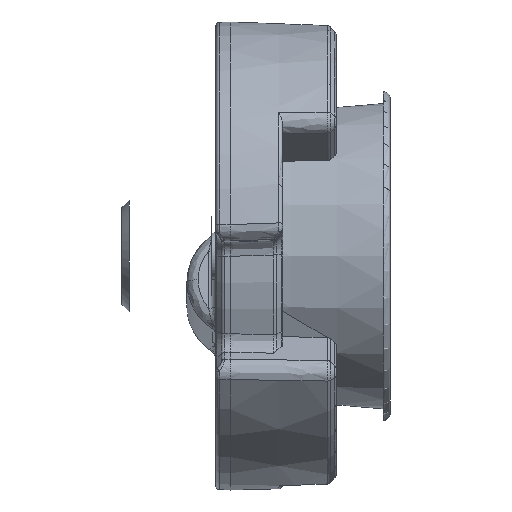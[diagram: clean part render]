
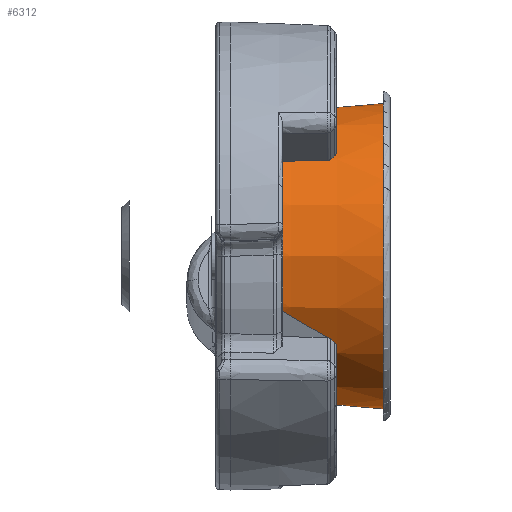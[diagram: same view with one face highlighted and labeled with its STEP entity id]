
A CAD part, front view. The second image highlights one B-rep face of the part: STEP entity #6312.
In plain terms, the highlighted conical face has half-angle 2 degrees and reference radius 10.586 mm.
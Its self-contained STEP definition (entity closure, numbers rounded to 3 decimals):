
#193=CONICAL_SURFACE('',#6860,10.586,0.035);
#442=B_SPLINE_CURVE_WITH_KNOTS('',3,(#13761,#13762,#13763,#13764,#13765,
#13766,#13767,#13768,#13769,#13770,#13771,#13772,#13773,#13774,#13775,#13776,
#13777,#13778),.UNSPECIFIED.,.F.,.F.,(4,2,2,2,2,2,2,2,4),(0.005,
0.155,0.309,0.463,0.617,
0.771,0.926,1.08,1.229),
 .UNSPECIFIED.);
#813=FACE_OUTER_BOUND('',#1225,.T.);
#1225=EDGE_LOOP('',(#4705,#4706,#4707,#4708,#4709,#4710,#4711,#4712));
#1594=LINE('',#13780,#1929);
#1929=VECTOR('',#7825,10.586);
#2308=CIRCLE('',#6792,10.25);
#2309=CIRCLE('',#6793,10.25);
#2341=CIRCLE('',#6861,10.586);
#2342=CIRCLE('',#6862,10.586);
#2343=CIRCLE('',#6863,10.586);
#2725=VERTEX_POINT('',#12125);
#2726=VERTEX_POINT('',#12127);
#2727=VERTEX_POINT('',#12129);
#2790=VERTEX_POINT('',#13779);
#2791=VERTEX_POINT('',#13781);
#2792=VERTEX_POINT('',#13783);
#3395=EDGE_CURVE('',#2726,#2725,#2308,.F.);
#3396=EDGE_CURVE('',#2727,#2726,#2309,.F.);
#3498=EDGE_CURVE('',#2727,#2725,#442,.F.);
#3499=EDGE_CURVE('',#2726,#2790,#1594,.T.);
#3500=EDGE_CURVE('',#2791,#2790,#2341,.F.);
#3501=EDGE_CURVE('',#2792,#2791,#2342,.F.);
#3502=EDGE_CURVE('',#2790,#2792,#2343,.F.);
#4705=ORIENTED_EDGE('',*,*,#3498,.F.);
#4706=ORIENTED_EDGE('',*,*,#3396,.T.);
#4707=ORIENTED_EDGE('',*,*,#3499,.T.);
#4708=ORIENTED_EDGE('',*,*,#3500,.F.);
#4709=ORIENTED_EDGE('',*,*,#3501,.F.);
#4710=ORIENTED_EDGE('',*,*,#3502,.F.);
#4711=ORIENTED_EDGE('',*,*,#3499,.F.);
#4712=ORIENTED_EDGE('',*,*,#3395,.T.);
#6312=ADVANCED_FACE('',(#813),#193,.F.);
#6792=AXIS2_PLACEMENT_3D('',#12128,#7665,#7666);
#6793=AXIS2_PLACEMENT_3D('',#12130,#7667,#7668);
#6860=AXIS2_PLACEMENT_3D('',#13760,#7823,#7824);
#6861=AXIS2_PLACEMENT_3D('',#13782,#7826,#7827);
#6862=AXIS2_PLACEMENT_3D('',#13784,#7828,#7829);
#6863=AXIS2_PLACEMENT_3D('',#13785,#7830,#7831);
#7665=DIRECTION('center_axis',(1.,0.,0.));
#7666=DIRECTION('ref_axis',(0.,-0.906,0.423));
#7667=DIRECTION('center_axis',(1.,0.,0.));
#7668=DIRECTION('ref_axis',(0.,-0.906,0.423));
#7823=DIRECTION('center_axis',(1.,0.,0.));
#7824=DIRECTION('ref_axis',(0.,-0.174,0.985));
#7825=DIRECTION('',(0.999,0.006,-0.034));
#7826=DIRECTION('center_axis',(1.,0.,0.));
#7827=DIRECTION('ref_axis',(0.,0.906,-0.423));
#7828=DIRECTION('center_axis',(1.,0.,0.));
#7829=DIRECTION('ref_axis',(0.,0.906,-0.423));
#7830=DIRECTION('center_axis',(1.,0.,0.));
#7831=DIRECTION('ref_axis',(0.,0.906,-0.423));
#12125=CARTESIAN_POINT('',(-74.45,-57.352,-32.512));
#12127=CARTESIAN_POINT('',(-74.45,-65.651,-44.469));
#12128=CARTESIAN_POINT('Origin',(-74.45,-67.431,-34.375));
#12129=CARTESIAN_POINT('',(-74.45,-59.084,-40.323));
#12130=CARTESIAN_POINT('Origin',(-74.45,-67.431,-34.375));
#13760=CARTESIAN_POINT('Origin',(-64.833,-67.431,-34.375));
#13761=CARTESIAN_POINT('Ctrl Pts',(-74.45,-57.352,
-32.512));
#13762=CARTESIAN_POINT('Ctrl Pts',(-73.951,-57.334,
-32.516));
#13763=CARTESIAN_POINT('Ctrl Pts',(-73.428,-57.293,
-32.626));
#13764=CARTESIAN_POINT('Ctrl Pts',(-72.45,-57.194,
-33.054));
#13765=CARTESIAN_POINT('Ctrl Pts',(-71.998,-57.137,-33.379));
#13766=CARTESIAN_POINT('Ctrl Pts',(-71.284,-57.067,
-34.116));
#13767=CARTESIAN_POINT('Ctrl Pts',(-70.972,-57.05,
-34.579));
#13768=CARTESIAN_POINT('Ctrl Pts',(-70.555,-57.103,-35.582));
#13769=CARTESIAN_POINT('Ctrl Pts',(-70.45,-57.177,-36.122));
#13770=CARTESIAN_POINT('Ctrl Pts',(-70.45,-57.399,-37.125));
#13771=CARTESIAN_POINT('Ctrl Pts',(-70.555,-57.561,-37.646));
#13772=CARTESIAN_POINT('Ctrl Pts',(-70.972,-57.936,-38.578));
#13773=CARTESIAN_POINT('Ctrl Pts',(-71.284,-58.148,
-38.989));
#13774=CARTESIAN_POINT('Ctrl Pts',(-71.998,-58.523,
-39.628));
#13775=CARTESIAN_POINT('Ctrl Pts',(-72.45,-58.712,
-39.899));
#13776=CARTESIAN_POINT('Ctrl Pts',(-73.428,-58.982,
-40.245));
#13777=CARTESIAN_POINT('Ctrl Pts',(-73.951,-59.065,
-40.327));
#13778=CARTESIAN_POINT('Ctrl Pts',(-74.45,-59.084,-40.323));
#13779=CARTESIAN_POINT('',(-64.833,-65.593,-44.8));
#13780=CARTESIAN_POINT('',(-64.833,-65.593,-44.8));
#13781=CARTESIAN_POINT('',(-64.833,-57.837,-38.849));
#13782=CARTESIAN_POINT('Origin',(-64.833,-67.431,-34.375));
#13783=CARTESIAN_POINT('',(-64.833,-69.27,-23.95));
#13784=CARTESIAN_POINT('Origin',(-64.833,-67.431,-34.375));
#13785=CARTESIAN_POINT('Origin',(-64.833,-67.431,-34.375));
